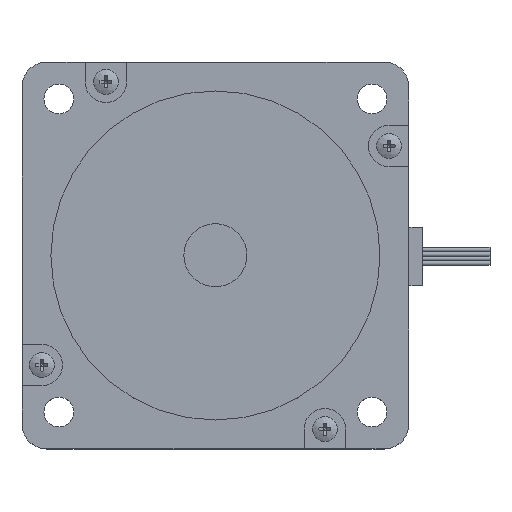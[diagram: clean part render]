
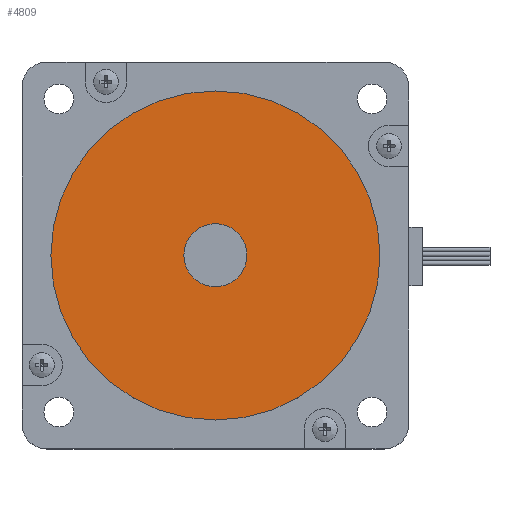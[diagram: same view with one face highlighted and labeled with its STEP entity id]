
A CAD part, top view. The second image highlights one B-rep face of the part: STEP entity #4809.
In plain terms, the highlighted planar face has unit normal (0, 0, 1).
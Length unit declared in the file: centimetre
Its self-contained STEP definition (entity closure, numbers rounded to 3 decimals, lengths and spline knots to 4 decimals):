
#125=PLANE('',#5191);
#351=FACE_OUTER_BOUND('',#690,.T.);
#690=EDGE_LOOP('',(#3320));
#1765=CIRCLE('',#5190,3.6513);
#2105=VERTEX_POINT('',#7562);
#2537=EDGE_CURVE('',#2105,#2105,#1765,.T.);
#3320=ORIENTED_EDGE('',*,*,#2537,.F.);
#4809=ADVANCED_FACE('',(#351),#125,.F.);
#5190=AXIS2_PLACEMENT_3D('',#7563,#6002,#6003);
#5191=AXIS2_PLACEMENT_3D('',#7564,#6004,#6005);
#6002=DIRECTION('center_axis',(0.,0.,-1.));
#6003=DIRECTION('ref_axis',(-1.,0.,0.));
#6004=DIRECTION('center_axis',(0.,0.,-1.));
#6005=DIRECTION('ref_axis',(-1.,0.,0.));
#7562=CARTESIAN_POINT('',(3.6513,0.,1.96));
#7563=CARTESIAN_POINT('Origin',(0.,0.,1.96));
#7564=CARTESIAN_POINT('Origin',(0.,0.,1.96));
